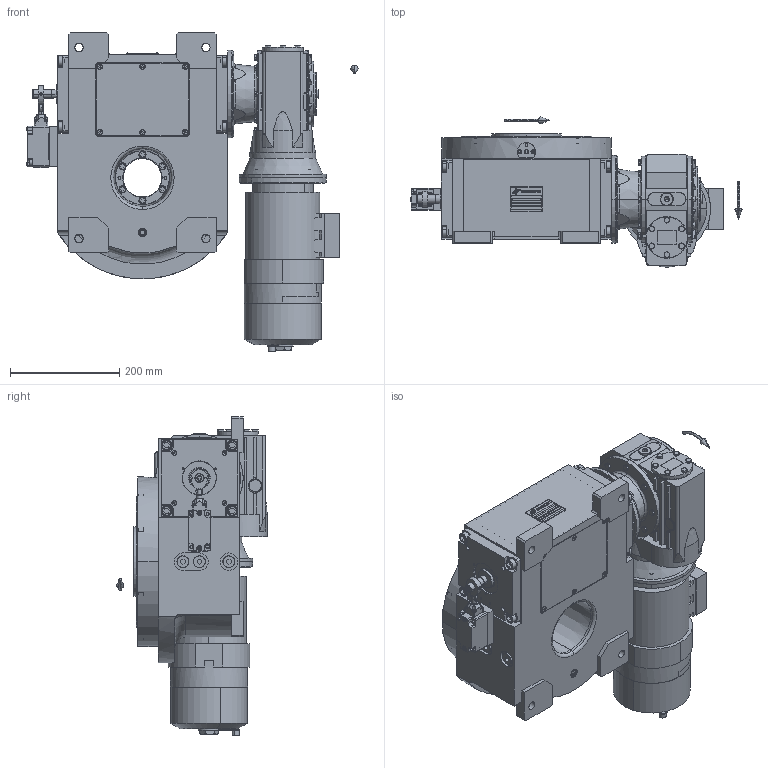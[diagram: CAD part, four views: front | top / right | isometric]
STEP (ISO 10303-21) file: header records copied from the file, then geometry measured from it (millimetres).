
FILE_DESCRIPTION (( 'STEP AP203' ), '1' );
FILE_NAME ('PC5002363.step', '2024-09-18T09:24:51', ( '' ), ( '' ), 'SwSTEP 2.0', 'SolidWorks 2020', '' );
FILE_SCHEMA (( 'CONFIG_CONTROL_DESIGN' ));
Length unit declared in the file: millimetre
Products named in the file (95): cfn2205_01_015; cfn2003_01_054; cfn2155_01_095; 9004_1704; cfn2000_01_081; cfn2000_01_126; cfn2000_01_099; 900_38_11_32_4; freccia_angolare_albero; cfn2104_01_018; cfn2077_01_036; AS_rig09_002_bl; CFN2000_01_185.stp; PC5002363; rig09_017; rig09_001_a; 900_38_10_49_4; AS_cfn2400_01_001; AS_rig09_017; AS_rig09_016; rig09_016; cfn2151_01_170; cfn2151_01_115; olio_agip_blasia_150; AS_rig09_071_6_m; freccia_angolare; CFN2155_01_195.stp; CFN2010_01_020.stp; CFN2223_02_004.stp; cfn2115_02_057; rig09_004; rig09_071_6_m.stp; cfn2128_04_002; RIG09_005_ASM.stp; cfn2476_01_002_60x46; RIG09_021_AF0.stp; AS_cfn2000_01_168; CFN2203_02_002.stp; rig09_007_master; cfn2107_01_001 ...
Assembly tree (87 placements, depth 5):
  cfn2205_01_015
  cfn2077_01_036
  PC5002363
    rig09_001_a
    AS_cfn2476_01_002_60x46
      cfn2476_01_002_60x46
      cfn2107_01_001
      cfn2107_01_001
    AS_rig09_071_6_m
      rig09_071_6_m.stp
        RIG09_005_ASM.stp
          RIG09_005_AF0.stp
          RIG09_021_AF0.stp
          CFN2000_01_185.stp
          CFN2000_01_185.stp
          CFN2104_02_018.stp
        CFN2155_01_195.stp
        CFN2010_02_002.stp
      cfn2000_01_099
      cfn2000_01_099
      cfn2000_01_099
      cfn2000_01_099
      cfn2000_01_099
      cfn2000_01_099
      cfn2000_01_099
      cfn2000_01_099
      cfn2104_01_018  x2
      rig09_003_6
    AS_rig09_017
      rig09_017
      cfn2000_01_126
      cfn2000_01_126
      cfn2000_01_126
      cfn2000_01_126
      cfn2000_01_126
      cfn2000_01_126
      cfn2155_01_196
    AS_rig09_004
      rig09_004
      cfn2000_01_081
      cfn2155_01_095
      cfn2070_05_009
      cfn2000_01_081
      cfn2000_01_081
      cfn2000_01_081
    AS_rig09_004
      rig09_004
      cfn2000_01_081
      cfn2155_01_095
      cfn2070_05_009
      cfn2000_01_081
      cfn2000_01_081
      cfn2000_01_081
    AS_rig09_002_bl
      rig09_002_bl
      cfn2115_01_006
    cfn2128_04_002  x3
    cfn2128_19_002
    AS_rig09_016
      rig09_016
Bounding box: 606.9 x 275 x 582.17 mm (x, y, z)
Volume: 13918066.4 mm3; surface area: 1820986.3 mm2
Topology: 74 solids, 78 shells, 3573 faces, 8911 edges, 5692 vertices
Faces by surface type: plane 1751, cylinder 1063, cone 557, torus 196, sphere 4, bspline 2
Entity records: 125145 total; most frequent: CARTESIAN_POINT 32208, DIRECTION 17499, ORIENTED_EDGE 17116, EDGE_CURVE 8558, AXIS2_PLACEMENT_3D 6354, VERTEX_POINT 5522, LINE 4791, VECTOR 4791
